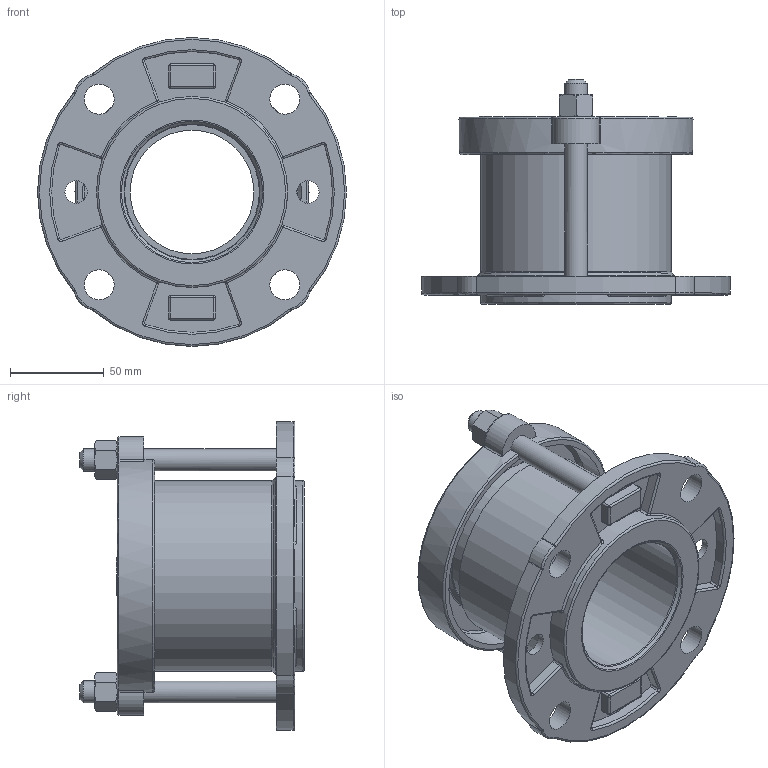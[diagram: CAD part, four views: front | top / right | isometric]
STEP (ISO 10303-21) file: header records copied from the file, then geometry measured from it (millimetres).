
FILE_DESCRIPTION(/* description */ (''),/* implementation_level */ '2;1');
FILE_NAME(/* name */ 'DN50_3D_STEP.stp',/* time_stamp */ '2024-04-17T11:05:37+03:00',/* author */ ('igorr'),/* organization */ (''),/* preprocessor_version */ 'ST-DEVELOPER v19.2',/* originating_system */ 'Autodesk Inventor 2023',/* authorisation */ '');
FILE_SCHEMA (('AUTOMOTIVE_DESIGN { 1 0 10303 214 3 1 1 }'));
Length unit declared in the file: millimetre
Products named in the file (3): Сборка; Деталь; ANSI B18.2.4.2M - M12x1,75
Assembly tree (3 placements, depth 2):
  Сборка
    Деталь
    ANSI B18.2.4.2M - M12x1,75  x2
Bounding box: 165 x 120 x 165 mm (x, y, z)
Volume: 563333.9 mm3; surface area: 132929.9 mm2
Topology: 3 solids, 3 shells, 411 faces, 1008 edges, 636 vertices
Faces by surface type: plane 142, cylinder 102, bspline 74, torus 50, cone 35, sphere 8
Full cylindrical faces by diameter (mm): 10.106 x2, 11.762 x2, 12 x6, 16 x4, 66 x6, 69 x5, 72 x2, 87 x1, 102 x2
Entity records: 12826 total; most frequent: CARTESIAN_POINT 3394, ORIENTED_EDGE 1916, DIRECTION 1762, EDGE_CURVE 958, AXIS2_PLACEMENT_3D 666, VERTEX_POINT 607, EDGE_LOOP 441, LINE 430
